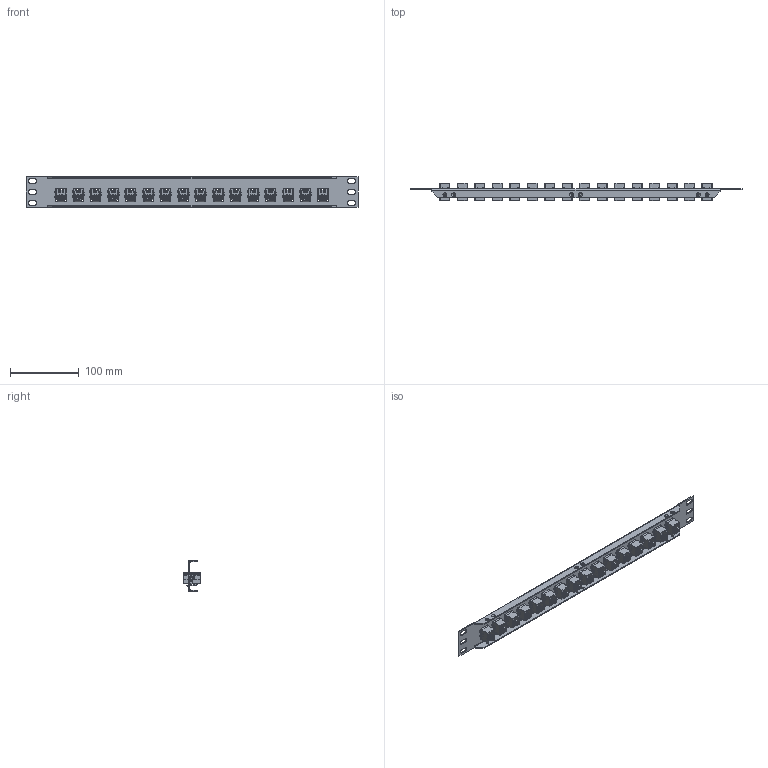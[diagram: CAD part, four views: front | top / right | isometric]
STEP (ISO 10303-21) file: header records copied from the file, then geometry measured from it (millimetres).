
FILE_DESCRIPTION (( 'STEP AP214' ), '1' );
FILE_NAME ('PR175C5E-16M.STEP', '2018-03-19T13:09:59', ( '' ), ( '' ), 'SwSTEP 2.0', 'SolidWorks 2017', '' );
FILE_SCHEMA (( 'AUTOMOTIVE_DESIGN' ));
Length unit declared in the file: inch
Products named in the file (3): TDG1026KCx-MINI_Cat 5e; PR175UJ16B; PR175C5E-16M
Assembly tree (17 placements, depth 2):
  PR175C5E-16M
    PR175UJ16B
    TDG1026KCx-MINI_Cat 5e  x16
Bounding box: 482.6 x 25 x 43.94 mm (x, y, z)
Volume: 98201 mm3; surface area: 117608.4 mm2
Topology: 17 solids, 17 shells, 7609 faces, 21408 edges, 13684 vertices
Faces by surface type: plane 5157, bspline 1752, cylinder 560, sphere 128, cone 12
Entity records: 47984 total; most frequent: CARTESIAN_POINT 17903, ORIENTED_EDGE 5462, DIRECTION 3859, EDGE_CURVE 2731, VECTOR 2099, LINE 2099, VERTEX_POINT 1792, EDGE_LOOP 1163
